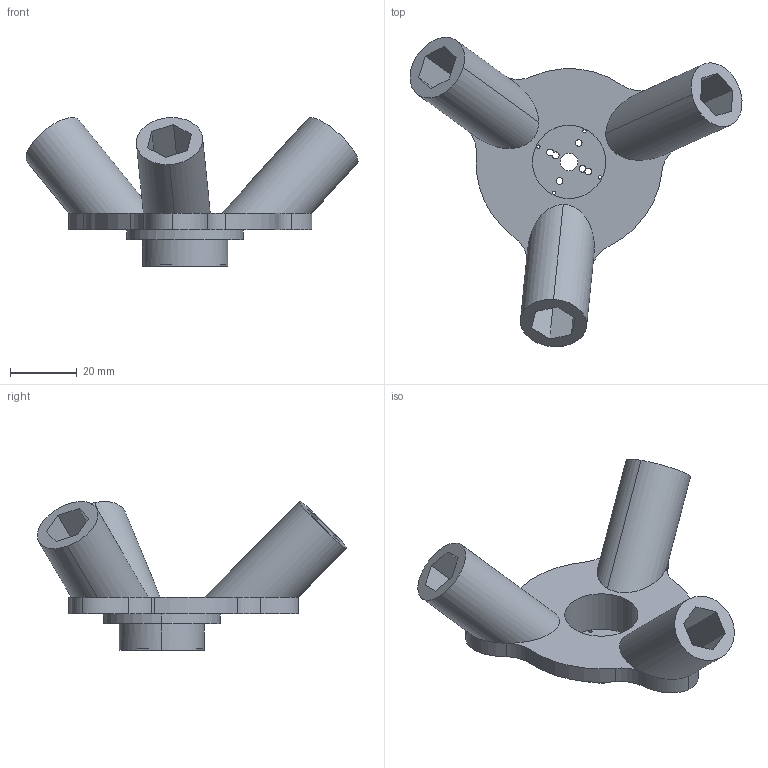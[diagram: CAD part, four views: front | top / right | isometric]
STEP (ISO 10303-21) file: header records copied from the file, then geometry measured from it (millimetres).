
FILE_DESCRIPTION (( 'STEP AP203' ), '1' );
FILE_NAME ('Manipulator body.STEP', '2024-05-09T00:42:52', ( '' ), ( '' ), 'SwSTEP 2.0', 'SolidWorks 2024', '' );
FILE_SCHEMA (( 'CONFIG_CONTROL_DESIGN' ));
Length unit declared in the file: millimetre
Products named in the file (1): Manipulator body
Bounding box: 99.65 x 92.86 x 44.7 mm (x, y, z)
Volume: 38269.7 mm3; surface area: 17566.9 mm2
Topology: 2 solids, 2 shells, 113 faces, 300 edges, 198 vertices
Faces by surface type: cylinder 59, plane 48, bspline 6
Entity records: 3683 total; most frequent: CARTESIAN_POINT 717, DIRECTION 623, ORIENTED_EDGE 600, EDGE_CURVE 300, AXIS2_PLACEMENT_3D 236, VERTEX_POINT 198, VECTOR 151, LINE 151
